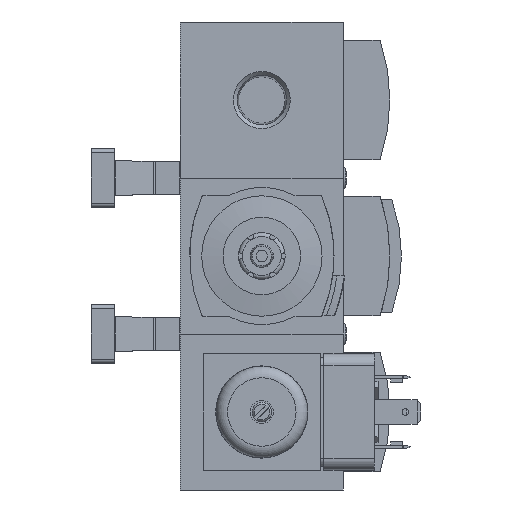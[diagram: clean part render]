
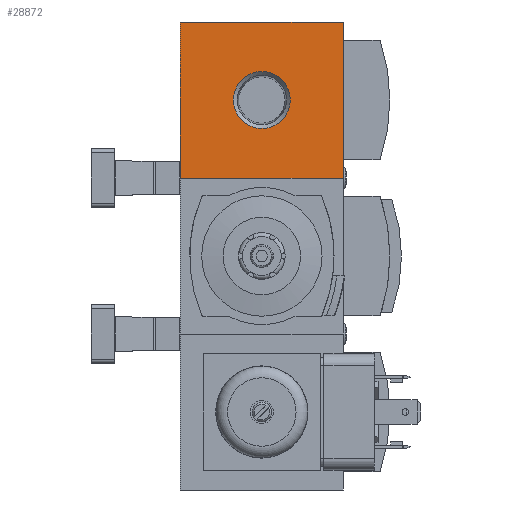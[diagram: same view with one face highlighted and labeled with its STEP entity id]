
A CAD part, front view. The second image highlights one B-rep face of the part: STEP entity #28872.
In plain terms, the highlighted planar face has unit normal (0, -1, 0).
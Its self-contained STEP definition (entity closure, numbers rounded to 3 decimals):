
#323=PLANE('',#30292);
#1228=LINE('',#38918,#3773);
#1334=LINE('',#39140,#3879);
#1349=LINE('',#39178,#3894);
#1419=LINE('',#39426,#3964);
#3773=VECTOR('',#32222,1000.);
#3879=VECTOR('',#32394,1000.);
#3894=VECTOR('',#32423,1000.);
#3964=VECTOR('',#32623,1000.);
#6973=ORIENTED_EDGE('',*,*,#13594,.F.);
#6974=ORIENTED_EDGE('',*,*,#13196,.F.);
#6975=ORIENTED_EDGE('',*,*,#13310,.F.);
#6976=ORIENTED_EDGE('',*,*,#13451,.F.);
#6977=ORIENTED_EDGE('',*,*,#13330,.F.);
#13196=EDGE_CURVE('',#16579,#16580,#1228,.T.);
#13310=EDGE_CURVE('',#16662,#16579,#1334,.T.);
#13330=EDGE_CURVE('',#16580,#16679,#1349,.T.);
#13451=EDGE_CURVE('',#16679,#16662,#1419,.T.);
#13594=EDGE_CURVE('',#16906,#16906,#18892,.T.);
#16579=VERTEX_POINT('',#38917);
#16580=VERTEX_POINT('',#38919);
#16662=VERTEX_POINT('',#39139);
#16679=VERTEX_POINT('',#39179);
#16906=VERTEX_POINT('',#39710);
#18892=CIRCLE('',#30293,7.33);
#19563=EDGE_LOOP('',(#6973));
#19564=EDGE_LOOP('',(#6974,#6975,#6976,#6977));
#21049=FACE_BOUND('',#19563,.T.);
#21050=FACE_BOUND('',#19564,.T.);
#28872=ADVANCED_FACE('',(#21049,#21050),#323,.F.);
#30292=AXIS2_PLACEMENT_3D('',#39708,#32854,#32855);
#30293=AXIS2_PLACEMENT_3D('',#39709,#32856,#32857);
#32222=DIRECTION('',(0.,0.,1.));
#32394=DIRECTION('',(-1.,0.,0.));
#32423=DIRECTION('',(1.,0.,0.));
#32623=DIRECTION('',(0.,0.,-1.));
#32854=DIRECTION('',(0.,1.,0.));
#32855=DIRECTION('',(0.,0.,1.));
#32856=DIRECTION('',(0.,-1.,0.));
#32857=DIRECTION('',(1.,0.,0.));
#38917=CARTESIAN_POINT('',(-21.,-31.5,-20.1));
#38918=CARTESIAN_POINT('',(-21.,-31.5,-20.1));
#38919=CARTESIAN_POINT('',(-21.,-31.5,20.1));
#39139=CARTESIAN_POINT('',(21.,-31.5,-20.1));
#39140=CARTESIAN_POINT('',(21.,-31.5,-20.1));
#39178=CARTESIAN_POINT('',(-21.,-31.5,20.1));
#39179=CARTESIAN_POINT('',(21.,-31.5,20.1));
#39426=CARTESIAN_POINT('',(21.,-31.5,20.1));
#39708=CARTESIAN_POINT('',(0.,-31.5,0.));
#39709=CARTESIAN_POINT('',(0.,-31.5,0.));
#39710=CARTESIAN_POINT('',(7.33,-31.5,0.));
